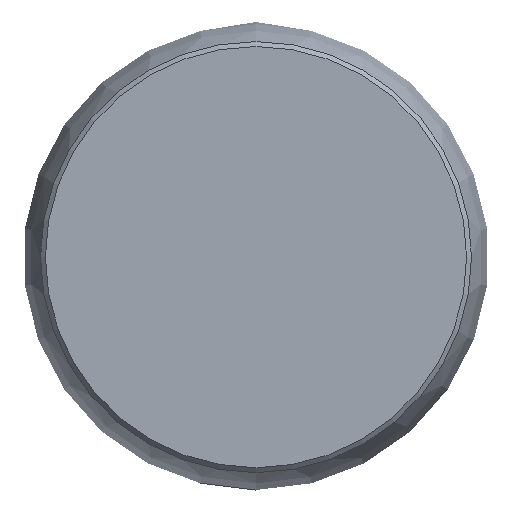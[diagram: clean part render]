
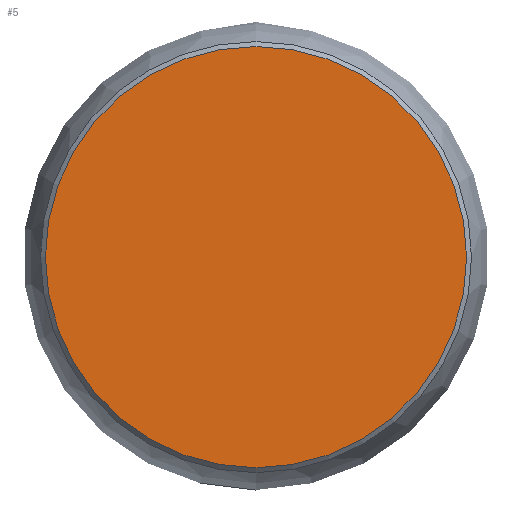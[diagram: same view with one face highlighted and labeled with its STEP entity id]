
A CAD part, left-side view. The second image highlights one B-rep face of the part: STEP entity #5.
In plain terms, the highlighted planar face has unit normal (-1, 0, 0).
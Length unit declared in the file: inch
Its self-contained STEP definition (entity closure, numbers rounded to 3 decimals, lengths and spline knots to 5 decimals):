
#5 = ADVANCED_FACE ( 'NONE', ( #145 ), #67, .F. ) ;
#29 = AXIS2_PLACEMENT_3D ( 'NONE', #181, #220, #226 ) ;
#67 = PLANE ( 'NONE',  #29 ) ;
#73 = AXIS2_PLACEMENT_3D ( 'NONE', #248, #199, #160 ) ;
#77 = ORIENTED_EDGE ( 'NONE', *, *, #133, .T. ) ;
#90 = EDGE_LOOP ( 'NONE', ( #77 ) ) ;
#121 = CIRCLE ( 'NONE', #73, 0.03225 ) ;
#133 = EDGE_CURVE ( 'NONE', #237, #237, #121, .T. ) ;
#145 = FACE_OUTER_BOUND ( 'NONE', #90, .T. ) ;
#160 = DIRECTION ( 'NONE',  ( 0., 0., 1. ) ) ;
#181 = CARTESIAN_POINT ( 'NONE',  ( 0., 0.02725, 0. ) ) ;
#199 = DIRECTION ( 'NONE',  ( -1., 0., 0. ) ) ;
#206 = CARTESIAN_POINT ( 'NONE',  ( 0., 0., 0.03225 ) ) ;
#220 = DIRECTION ( 'NONE',  ( 1., 0., 0. ) ) ;
#226 = DIRECTION ( 'NONE',  ( 0., 0., -1. ) ) ;
#237 = VERTEX_POINT ( 'NONE', #206 ) ;
#248 = CARTESIAN_POINT ( 'NONE',  ( 0., 0., 0. ) ) ;
